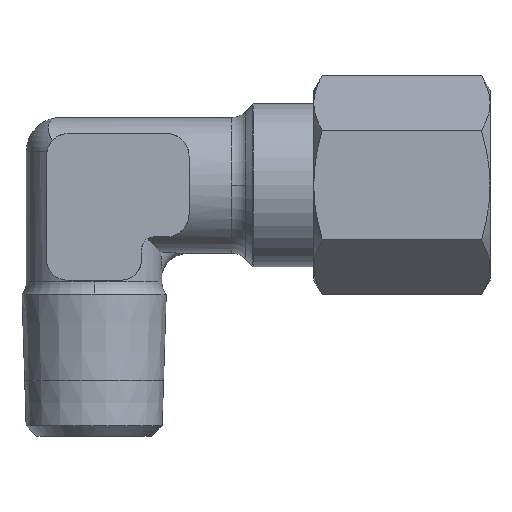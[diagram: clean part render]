
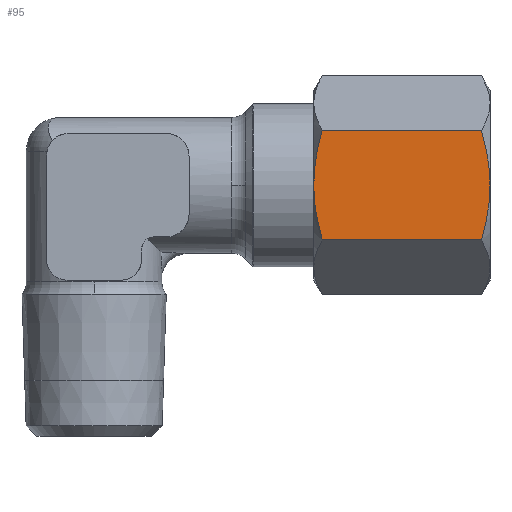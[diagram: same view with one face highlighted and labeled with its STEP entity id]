
A CAD part, top view. The second image highlights one B-rep face of the part: STEP entity #95.
In plain terms, the highlighted planar face has unit normal (0, 0, 1).
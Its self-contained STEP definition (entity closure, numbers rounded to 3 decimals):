
#95=ADVANCED_FACE('',(#249),#250,.T.);
#249=FACE_OUTER_BOUND('',#461,.T.);
#250=PLANE('',#462);
#461=EDGE_LOOP('',(#959,#960,#961,#962,#963,#964));
#462=AXIS2_PLACEMENT_3D('',#965,#966,#967);
#959=ORIENTED_EDGE('',*,*,#1551,.F.);
#960=ORIENTED_EDGE('',*,*,#1548,.F.);
#961=ORIENTED_EDGE('',*,*,#1574,.T.);
#962=ORIENTED_EDGE('',*,*,#1566,.F.);
#963=ORIENTED_EDGE('',*,*,#1563,.F.);
#964=ORIENTED_EDGE('',*,*,#1575,.F.);
#965=CARTESIAN_POINT('',(16.201,18.5,7.0));
#966=DIRECTION('',(0.,0.,1.0));
#967=DIRECTION('',(0.,-1.0,0.));
#1548=EDGE_CURVE('',#1921,#1910,#1922,.T.);
#1551=EDGE_CURVE('',#1910,#1924,#1926,.T.);
#1563=EDGE_CURVE('',#1943,#1944,#1945,.T.);
#1566=EDGE_CURVE('',#1944,#1948,#1949,.T.);
#1574=EDGE_CURVE('',#1921,#1948,#1959,.T.);
#1575=EDGE_CURVE('',#1924,#1943,#1960,.T.);
#1910=VERTEX_POINT('',#2924);
#1921=VERTEX_POINT('',#2935);
#1922=(B_SPLINE_CURVE(2,(#2937,#2938,#2939,#2940,#2941),.UNSPECIFIED.,.F.,.F.)B_SPLINE_CURVE_WITH_KNOTS((3,2,3),(0.0,4.104,8.209),.UNSPECIFIED.)RATIONAL_B_SPLINE_CURVE((1.0,1.038,1.0,1.038,1.0))BOUNDED_CURVE()REPRESENTATION_ITEM('')GEOMETRIC_REPRESENTATION_ITEM()CURVE());
#1924=VERTEX_POINT('',#2960);
#1926=(B_SPLINE_CURVE(2,(#2974,#2975,#2976,#2977,#2978),.UNSPECIFIED.,.F.,.F.)B_SPLINE_CURVE_WITH_KNOTS((3,2,3),(0.0,4.104,8.209),.UNSPECIFIED.)RATIONAL_B_SPLINE_CURVE((1.0,1.038,1.0,1.038,1.0))BOUNDED_CURVE()REPRESENTATION_ITEM('')GEOMETRIC_REPRESENTATION_ITEM()CURVE());
#1943=VERTEX_POINT('',#3100);
#1944=VERTEX_POINT('',#3101);
#1945=(B_SPLINE_CURVE(2,(#3103,#3104,#3105,#3106,#3107),.UNSPECIFIED.,.F.,.F.)B_SPLINE_CURVE_WITH_KNOTS((3,2,3),(0.0,4.104,8.209),.UNSPECIFIED.)RATIONAL_B_SPLINE_CURVE((1.0,1.038,1.0,1.038,1.0))BOUNDED_CURVE()REPRESENTATION_ITEM('')GEOMETRIC_REPRESENTATION_ITEM()CURVE());
#1948=VERTEX_POINT('',#3127);
#1949=(B_SPLINE_CURVE(2,(#3129,#3130,#3131,#3132,#3133),.UNSPECIFIED.,.F.,.F.)B_SPLINE_CURVE_WITH_KNOTS((3,2,3),(0.0,4.104,8.209),.UNSPECIFIED.)RATIONAL_B_SPLINE_CURVE((1.0,1.038,1.0,1.038,1.0))BOUNDED_CURVE()REPRESENTATION_ITEM('')GEOMETRIC_REPRESENTATION_ITEM()CURVE());
#1959=LINE('',#3193,#3194);
#1960=LINE('',#3195,#3196);
#2924=CARTESIAN_POINT('',(16.201,18.5,7.0));
#2935=CARTESIAN_POINT('',(16.826,14.459,7.0));
#2937=CARTESIAN_POINT('',(16.827,14.454,7.0));
#2938=CARTESIAN_POINT('',(16.201,16.623,7.0));
#2939=CARTESIAN_POINT('',(16.201,18.5,7.0));
#2940=CARTESIAN_POINT('',(16.201,20.377,7.0));
#2941=CARTESIAN_POINT('',(16.827,22.546,7.0));
#2960=CARTESIAN_POINT('',(16.826,22.541,7.0));
#2974=CARTESIAN_POINT('',(16.827,14.454,7.0));
#2975=CARTESIAN_POINT('',(16.201,16.623,7.0));
#2976=CARTESIAN_POINT('',(16.201,18.5,7.0));
#2977=CARTESIAN_POINT('',(16.201,20.377,7.0));
#2978=CARTESIAN_POINT('',(16.827,22.546,7.0));
#3100=CARTESIAN_POINT('',(28.575,22.541,7.0));
#3101=CARTESIAN_POINT('',(29.201,18.5,7.0));
#3103=CARTESIAN_POINT('',(28.574,22.546,7.0));
#3104=CARTESIAN_POINT('',(29.201,20.377,7.0));
#3105=CARTESIAN_POINT('',(29.201,18.5,7.0));
#3106=CARTESIAN_POINT('',(29.201,16.623,7.0));
#3107=CARTESIAN_POINT('',(28.574,14.454,7.0));
#3127=CARTESIAN_POINT('',(28.575,14.459,7.0));
#3129=CARTESIAN_POINT('',(28.574,22.546,7.0));
#3130=CARTESIAN_POINT('',(29.201,20.377,7.0));
#3131=CARTESIAN_POINT('',(29.201,18.5,7.0));
#3132=CARTESIAN_POINT('',(29.201,16.623,7.0));
#3133=CARTESIAN_POINT('',(28.574,14.454,7.0));
#3193=CARTESIAN_POINT('',(16.201,14.459,7.0));
#3194=VECTOR('',#3707,1.0);
#3195=CARTESIAN_POINT('',(16.201,22.541,7.0));
#3196=VECTOR('',#3708,1.0);
#3707=DIRECTION('',(1.0,0.,0.0));
#3708=DIRECTION('',(1.0,0.,0.0));
